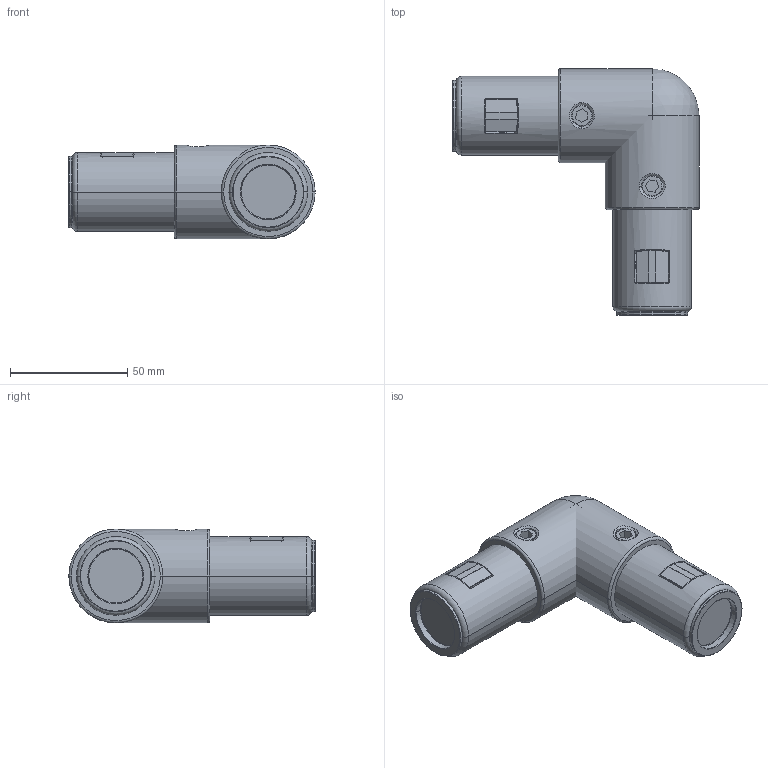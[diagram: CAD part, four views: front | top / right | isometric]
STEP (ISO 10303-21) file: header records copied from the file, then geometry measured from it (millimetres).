
FILE_DESCRIPTION (( 'STEP AP214' ), '1' );
FILE_NAME ('SNSK.17.00.49. L-êîííåêòîð.V49.STEP', '2017-06-01T06:44:41', ( '' ), ( '' ), 'SwSTEP 2.0', 'SolidWorks 2016', '' );
FILE_SCHEMA (( 'AUTOMOTIVE_DESIGN' ));
Length unit declared in the file: millimetre
Products named in the file (5): SNSK.17.00.49. L-êîííåêòîð.V49; socket set screw cone point_din_DIN 914 - M10 x 12-N; SNSK.17.00.01.婰膲僗闉.V49; SNSK.17.00.00. Çàêëóøêà äëÿ êîííåêòîðîâ ëåñòíè÷íûå ñèñòåìûV47; SNSK.17.00.02. 暑眄弪铕.V49_撫狅 啷ъ
Assembly tree (7 placements, depth 2):
  SNSK.17.00.49. L-êîííåêòîð.V49
    SNSK.17.00.02. 暑眄弪铕.V49_撫狅 啷ъ
    SNSK.17.00.00. Çàêëóøêà äëÿ êîííåêòîðîâ ëåñòíè÷íûå ñèñòåìûV47  x2
    SNSK.17.00.01.婰膲僗闉.V49  x2
    socket set screw cone point_din_DIN 914 - M10 x 12-N  x2
Bounding box: 105 x 105 x 40 mm (x, y, z)
Volume: 154601.5 mm3; surface area: 42399.1 mm2
Topology: 8 solids, 8 shells, 391 faces, 876 edges, 463 vertices
Faces by surface type: cylinder 150, plane 87, sphere 60, torus 54, bspline 32, cone 8
Entity records: 9597 total; most frequent: CARTESIAN_POINT 4562, DIRECTION 1077, ORIENTED_EDGE 952, EDGE_CURVE 476, AXIS2_PLACEMENT_3D 450, VERTEX_POINT 272, EDGE_LOOP 240, CIRCLE 235
